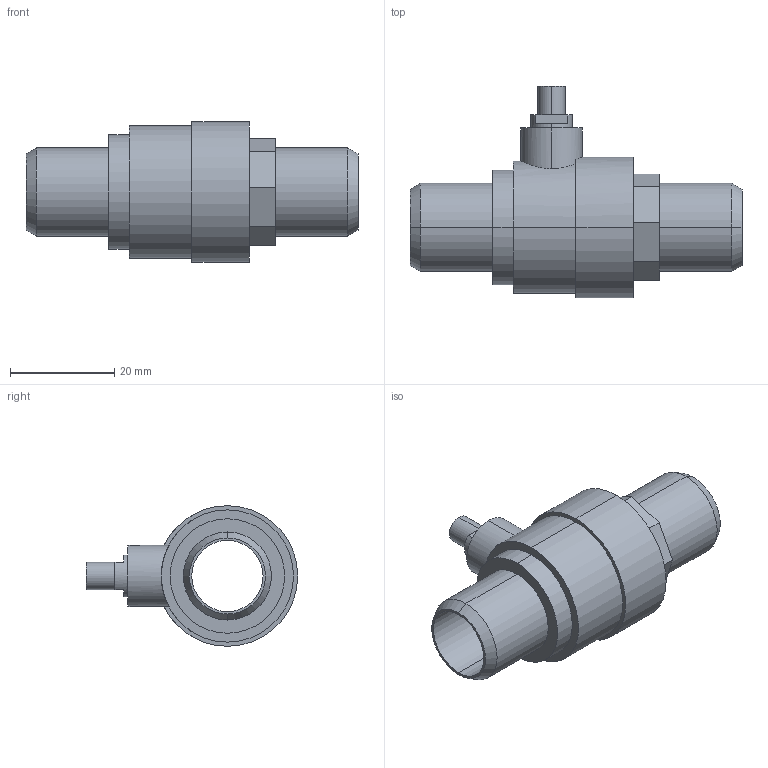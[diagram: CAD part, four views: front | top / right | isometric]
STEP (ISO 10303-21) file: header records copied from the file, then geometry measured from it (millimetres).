
FILE_DESCRIPTION (( 'STEP AP214' ), '1' );
FILE_NAME ('brass_ball_valve_dn20_barbed.STEP', '2021-07-23T19:56:49', ( '' ), ( '' ), 'SwSTEP 2.0', 'SolidWorks 2020', '' );
FILE_SCHEMA (( 'AUTOMOTIVE_DESIGN' ));
Length unit declared in the file: millimetre
Products named in the file (1): brass_ball_valve_dn20_barbed
Bounding box: 63.78 x 40.6 x 27 mm (x, y, z)
Volume: 13996.5 mm3; surface area: 8063 mm2
Topology: 1 solids, 1 shells, 45 faces, 106 edges, 68 vertices
Faces by surface type: plane 23, cylinder 18, cone 4
Entity records: 1404 total; most frequent: CARTESIAN_POINT 294, DIRECTION 238, ORIENTED_EDGE 212, EDGE_CURVE 106, AXIS2_PLACEMENT_3D 90, VERTEX_POINT 68, VECTOR 58, LINE 58
